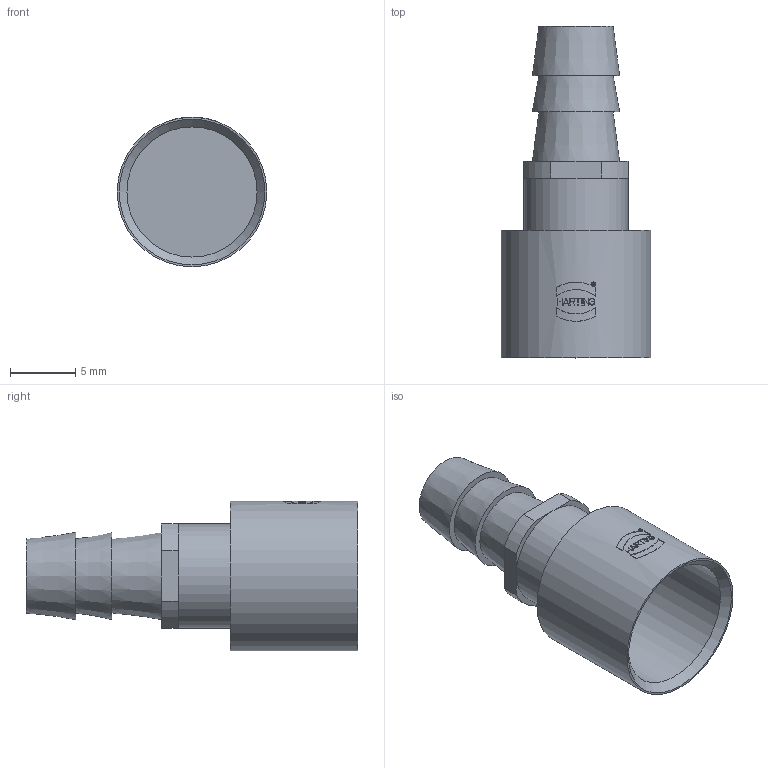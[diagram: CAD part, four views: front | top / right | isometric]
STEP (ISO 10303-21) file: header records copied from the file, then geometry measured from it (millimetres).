
FILE_DESCRIPTION(/* description */ (''),/* implementation_level */ '2;1');
FILE_NAME(/* name */ '100095375ugm000_b.stp',/* time_stamp */ '2017-09-28T17:05:08+02:00',/* author */ (''),/* organization */ (''),/* preprocessor_version */ 'ST-DEVELOPER v16',/* originating_system */ 'SIEMENS PLM Software NX 10.0',/* authorisation */ '');
FILE_SCHEMA (('AUTOMOTIVE_DESIGN { 1 0 10303 214 3 1 1 1 }'));
Length unit declared in the file: millimetre
Products named in the file (1): 100095375ugm000_b
Bounding box: 11.5 x 25.5 x 11.5 mm (x, y, z)
Volume: 823.6 mm3; surface area: 1302.5 mm2
Topology: 1 solids, 1 shells, 138 faces, 336 edges, 223 vertices
Faces by surface type: plane 96, cylinder 38, cone 4
Full cylindrical faces by diameter (mm): 0.285 x1, 0.315 x1, 3.2 x1, 4 x1, 8 x1, 10 x1, 11.5 x1
Entity records: 4471 total; most frequent: CARTESIAN_POINT 911, DIRECTION 699, ORIENTED_EDGE 650, EDGE_CURVE 325, AXIS2_PLACEMENT_3D 263, VERTEX_POINT 222, LINE 173, VECTOR 173
